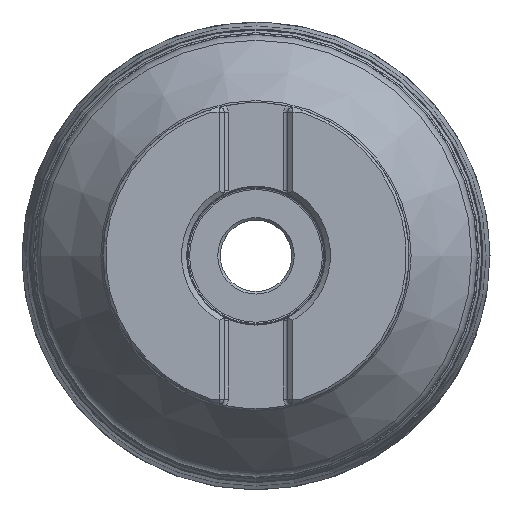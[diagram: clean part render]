
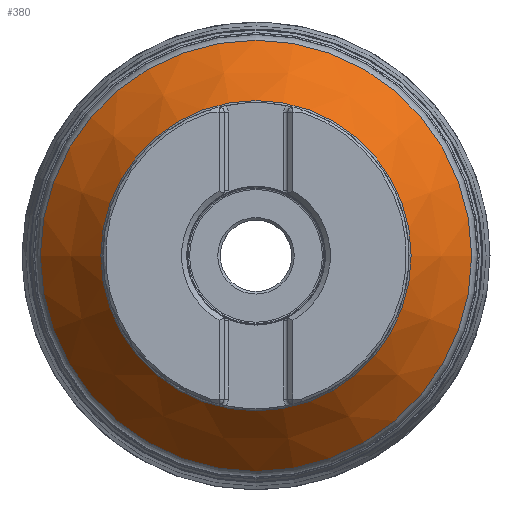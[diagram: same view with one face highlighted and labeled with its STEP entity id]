
A CAD part, top view. The second image highlights one B-rep face of the part: STEP entity #380.
In plain terms, the highlighted conical face has half-angle 37.811 degrees and reference radius 30 mm.
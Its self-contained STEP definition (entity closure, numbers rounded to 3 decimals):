
#92=CONICAL_SURFACE('',#2325,30.,37.811);
#380=ADVANCED_FACE('',(#1014,#1015),#92,.T.);
#798=CIRCLE('',#2323,30.42);
#799=CIRCLE('',#2324,42.272);
#1014=FACE_BOUND('',#1234,.T.);
#1015=FACE_BOUND('',#1235,.T.);
#1234=EDGE_LOOP('',(#1531));
#1235=EDGE_LOOP('',(#1532));
#1531=ORIENTED_EDGE('',*,*,#2098,.T.);
#1532=ORIENTED_EDGE('',*,*,#2099,.T.);
#1911=VERTEX_POINT('',#4095);
#1912=VERTEX_POINT('',#4097);
#2098=EDGE_CURVE('',#1911,#1911,#798,.T.);
#2099=EDGE_CURVE('',#1912,#1912,#799,.T.);
#2323=AXIS2_PLACEMENT_3D('',#4094,#2742,#2743);
#2324=AXIS2_PLACEMENT_3D('',#4096,#2744,#2745);
#2325=AXIS2_PLACEMENT_3D('',#4098,#2746,#2747);
#2742=DIRECTION('',(0.,0.,-1.));
#2743=DIRECTION('',(-1.,0.,0.));
#2744=DIRECTION('',(0.,0.,1.));
#2745=DIRECTION('',(1.,0.,0.));
#2746=DIRECTION('',(0.,0.,-1.));
#2747=DIRECTION('',(-1.,0.,0.));
#4094=CARTESIAN_POINT('',(0.,0.,-11.541));
#4095=CARTESIAN_POINT('',(-30.42,0.,-11.541));
#4096=CARTESIAN_POINT('',(0.,0.,-26.815));
#4097=CARTESIAN_POINT('',(42.272,0.,-26.815));
#4098=CARTESIAN_POINT('',(0.,0.,-11.));
